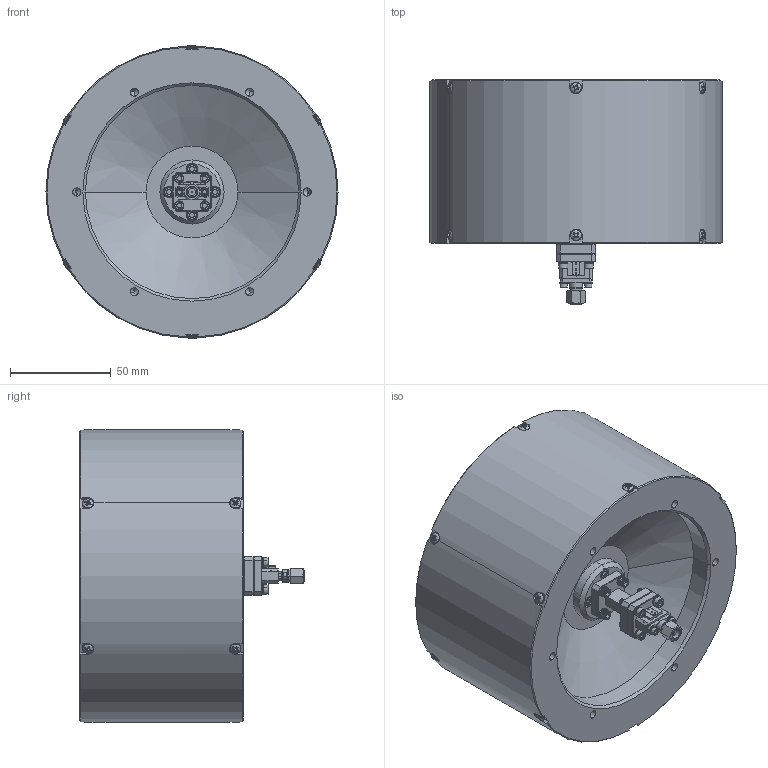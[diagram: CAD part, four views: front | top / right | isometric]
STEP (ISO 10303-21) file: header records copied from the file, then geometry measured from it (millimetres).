
FILE_DESCRIPTION (( 'STEP AP203' ), '1' );
FILE_NAME ('SAO-2734030810-KF-S1,defeatured.STEP', '2019-05-10T23:48:31', ( '' ), ( '' ), 'SwSTEP 2.0', 'SolidWorks 2016', '' );
FILE_SCHEMA (( 'CONFIG_CONTROL_DESIGN' ));
Length unit declared in the file: inch
Products named in the file (1): SAO-2734030810-KF-S1,defeatured
Bounding box: 144.78 x 111.35 x 145.65 mm (x, y, z)
Volume: 1174362.2 mm3; surface area: 83237.5 mm2
Topology: 12 solids, 27 shells, 2951 faces, 7985 edges, 5173 vertices
Faces by surface type: plane 1190, cylinder 1169, cone 366, bspline 144, torus 58, sphere 24
Entity records: 115885 total; most frequent: CARTESIAN_POINT 47601, ORIENTED_EDGE 15922, DIRECTION 12481, EDGE_CURVE 7961, VERTEX_POINT 5173, AXIS2_PLACEMENT_3D 4721, EDGE_LOOP 3114, LINE 3039
